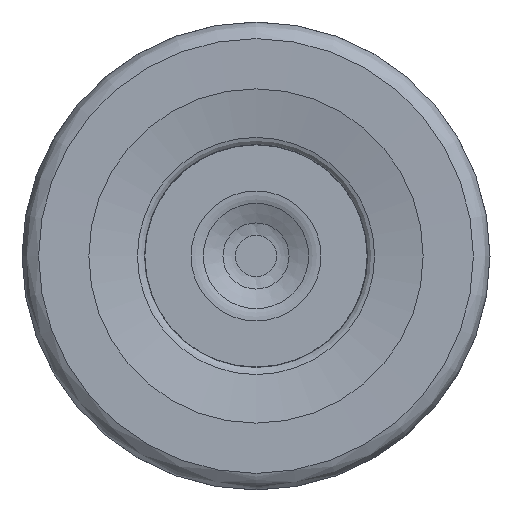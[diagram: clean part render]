
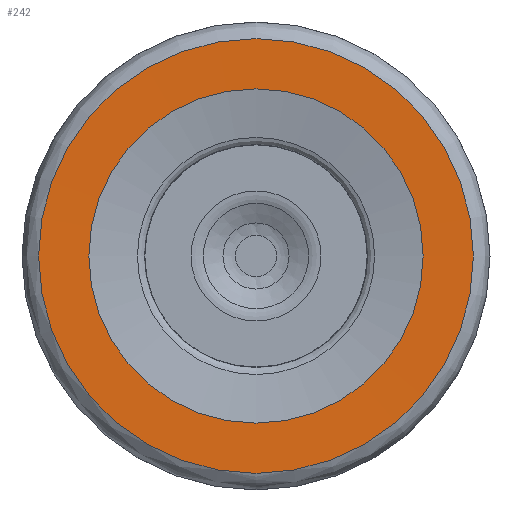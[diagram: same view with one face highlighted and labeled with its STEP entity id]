
A CAD part, left-side view. The second image highlights one B-rep face of the part: STEP entity #242.
In plain terms, the highlighted face is a revolution surface.
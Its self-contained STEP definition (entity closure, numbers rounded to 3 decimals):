
#24=SURFACE_OF_REVOLUTION('',#44,#34);
#34=AXIS1_PLACEMENT('',#621,#513);
#44=B_SPLINE_CURVE_WITH_KNOTS('',3,(#611,#612,#613,#614,#615,#616,#617,
#618,#619,#620),.UNSPECIFIED.,.F.,.F.,(4,2,2,2,4),(0.,0.25,0.5,0.75,1.),
 .UNSPECIFIED.);
#208=FACE_BOUND('',#283,.T.);
#209=FACE_BOUND('',#284,.T.);
#242=ADVANCED_FACE('',(#208,#209),#24,.T.);
#283=EDGE_LOOP('',(#329));
#284=EDGE_LOOP('',(#330));
#329=ORIENTED_EDGE('',*,*,#385,.F.);
#330=ORIENTED_EDGE('',*,*,#386,.T.);
#362=VERTEX_POINT('',#608);
#363=VERTEX_POINT('',#610);
#385=EDGE_CURVE('',#362,#362,#408,.T.);
#386=EDGE_CURVE('',#363,#363,#409,.T.);
#408=CIRCLE('',#445,7.431);
#409=CIRCLE('',#446,5.714);
#445=AXIS2_PLACEMENT_3D('',#607,#509,#510);
#446=AXIS2_PLACEMENT_3D('',#609,#511,#512);
#509=DIRECTION('',(1.,0.,0.));
#510=DIRECTION('',(0.,0.,-1.));
#511=DIRECTION('',(1.,0.,0.));
#512=DIRECTION('',(0.,0.,-1.));
#513=DIRECTION('',(1.,0.,0.));
#607=CARTESIAN_POINT('',(0.,0.,0.));
#608=CARTESIAN_POINT('',(0.,0.,-7.431));
#609=CARTESIAN_POINT('',(0.021,0.,0.));
#610=CARTESIAN_POINT('',(0.021,0.,-5.714));
#611=CARTESIAN_POINT('',(0.021,-5.714,0.));
#612=CARTESIAN_POINT('',(0.017,-5.855,0.));
#613=CARTESIAN_POINT('',(0.016,-5.999,0.));
#614=CARTESIAN_POINT('',(0.013,-6.285,0.));
#615=CARTESIAN_POINT('',(0.01,-6.428,0.));
#616=CARTESIAN_POINT('',(0.006,-6.714,0.));
#617=CARTESIAN_POINT('',(0.005,-6.857,0.));
#618=CARTESIAN_POINT('',(0.002,-7.144,0.));
#619=CARTESIAN_POINT('',(0.,-7.288,0.));
#620=CARTESIAN_POINT('',(0.,-7.431,0.));
#621=CARTESIAN_POINT('',(0.,0.,0.));
